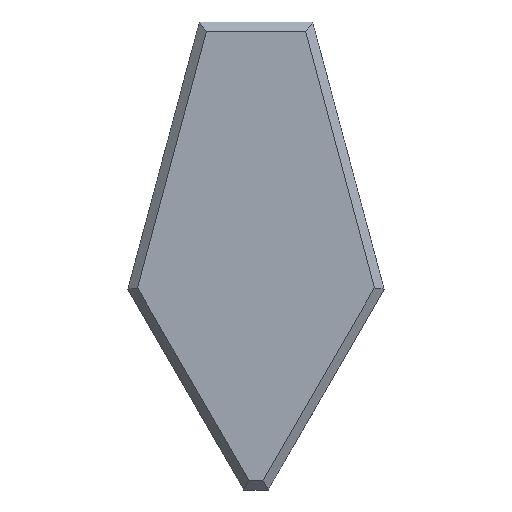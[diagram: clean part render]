
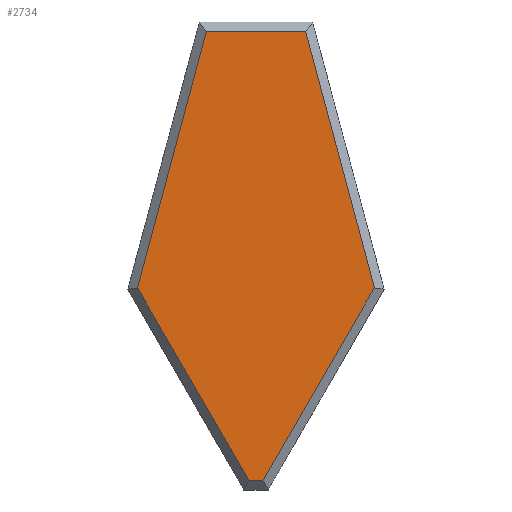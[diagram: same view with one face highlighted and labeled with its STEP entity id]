
A CAD part, top view. The second image highlights one B-rep face of the part: STEP entity #2734.
In plain terms, the highlighted planar face has unit normal (0, 0, 1).
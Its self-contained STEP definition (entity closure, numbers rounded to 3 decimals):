
#44=FACE_OUTER_BOUND('',#203,.T.);
#203=EDGE_LOOP('',(#1857,#1858,#1859,#1860,#1861,#1862));
#363=LINE('',#3751,#753);
#367=LINE('',#3759,#757);
#370=LINE('',#3765,#760);
#373=LINE('',#3771,#763);
#377=LINE('',#3779,#767);
#380=LINE('',#3783,#770);
#753=VECTOR('',#3051,10.);
#757=VECTOR('',#3057,10.);
#760=VECTOR('',#3062,10.);
#763=VECTOR('',#3067,10.);
#767=VECTOR('',#3073,10.);
#770=VECTOR('',#3078,10.);
#1143=VERTEX_POINT('',#3749);
#1144=VERTEX_POINT('',#3750);
#1147=VERTEX_POINT('',#3758);
#1149=VERTEX_POINT('',#3764);
#1151=VERTEX_POINT('',#3770);
#1154=VERTEX_POINT('',#3778);
#1401=EDGE_CURVE('',#1143,#1144,#363,.T.);
#1405=EDGE_CURVE('',#1144,#1147,#367,.T.);
#1408=EDGE_CURVE('',#1147,#1149,#370,.T.);
#1411=EDGE_CURVE('',#1149,#1151,#373,.T.);
#1415=EDGE_CURVE('',#1151,#1154,#377,.T.);
#1418=EDGE_CURVE('',#1154,#1143,#380,.T.);
#1857=ORIENTED_EDGE('',*,*,#1401,.F.);
#1858=ORIENTED_EDGE('',*,*,#1418,.F.);
#1859=ORIENTED_EDGE('',*,*,#1415,.F.);
#1860=ORIENTED_EDGE('',*,*,#1411,.F.);
#1861=ORIENTED_EDGE('',*,*,#1408,.F.);
#1862=ORIENTED_EDGE('',*,*,#1405,.F.);
#2580=PLANE('',#2902);
#2734=ADVANCED_FACE('',(#44),#2580,.T.);
#2902=AXIS2_PLACEMENT_3D('',#3858,#3122,#3123);
#3051=DIRECTION('',(0.259,0.966,0.));
#3057=DIRECTION('',(1.,0.,0.));
#3062=DIRECTION('',(0.259,-0.966,0.));
#3067=DIRECTION('',(-0.501,-0.866,0.));
#3073=DIRECTION('',(-1.,0.,0.));
#3078=DIRECTION('',(-0.501,0.866,0.));
#3122=DIRECTION('center_axis',(0.,0.,1.));
#3123=DIRECTION('ref_axis',(1.,0.,0.));
#3749=CARTESIAN_POINT('',(-17.567,-76.738,14.6));
#3750=CARTESIAN_POINT('',(-6.277,-34.602,14.6));
#3751=CARTESIAN_POINT('',(-10.466,-50.234,14.6));
#3758=CARTESIAN_POINT('',(9.998,-34.602,14.6));
#3759=CARTESIAN_POINT('',(6.505,-34.602,14.6));
#3764=CARTESIAN_POINT('',(21.288,-76.738,14.6));
#3765=CARTESIAN_POINT('',(20.061,-72.159,14.6));
#3770=CARTESIAN_POINT('',(2.995,-108.366,14.6));
#3771=CARTESIAN_POINT('',(10.629,-95.168,14.6));
#3778=CARTESIAN_POINT('',(0.726,-108.366,14.6));
#3779=CARTESIAN_POINT('',(0.86,-108.366,14.6));
#3783=CARTESIAN_POINT('',(-16.427,-78.71,14.6));
#3858=CARTESIAN_POINT('Origin',(1.86,-71.484,14.6));
